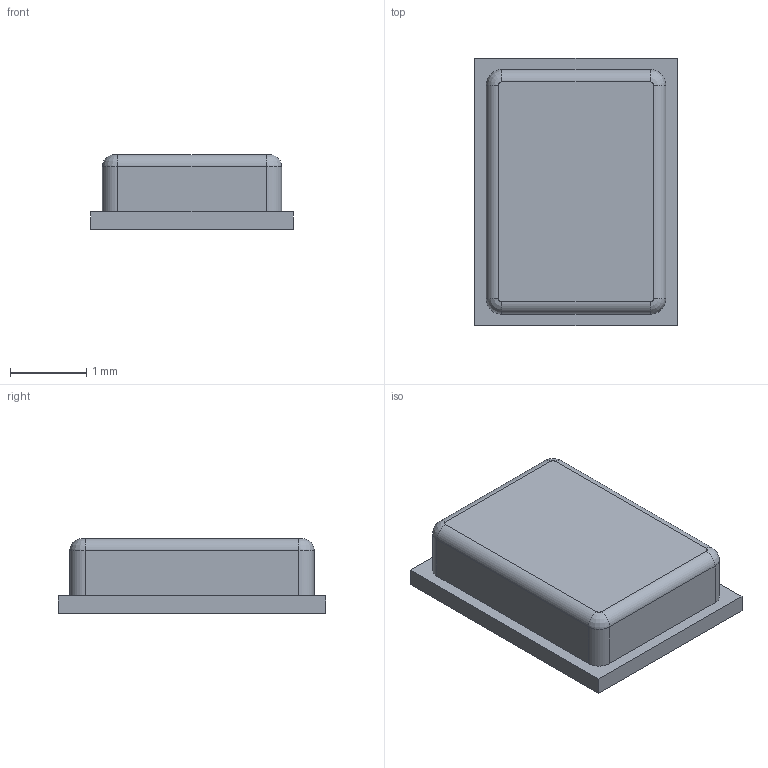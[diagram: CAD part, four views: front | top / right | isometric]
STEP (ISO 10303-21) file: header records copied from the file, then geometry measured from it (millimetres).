
FILE_DESCRIPTION( ( '' ), ' ' );
FILE_NAME( '58c00d5aa0c27b0f87ac91f9.step', '2017-03-08T13:55:39', ( '' ), ( '' ), ' ', ' ', ' ' );
FILE_SCHEMA( ( 'AUTOMOTIVE_DESIGN { 1 0 10303 214 1 1 1 1 }' ) );
Length unit declared in the file: metre
Products named in the file (1): Open CASCADE STEP translator 6.8 1
Bounding box: 2.65 x 3.5 x 0.98 mm (x, y, z)
Volume: 7.5 mm3; surface area: 29.9 mm2
Topology: 1 solids, 1 shells, 54 faces, 121 edges, 78 vertices
Faces by surface type: plane 39, cylinder 11, revolution 4
Full cylindrical faces by diameter (mm): 0.275 x1, 1.025 x1, 1.625 x1
Entity records: 2538 total; most frequent: CARTESIAN_POINT 279, DIRECTION 250, ORIENTED_EDGE 236, STYLED_ITEM 172, PRESENTATION_STYLE_ASSIGNMENT 172, COLOUR_RGB 172, EDGE_CURVE 118, CURVE_STYLE 118
